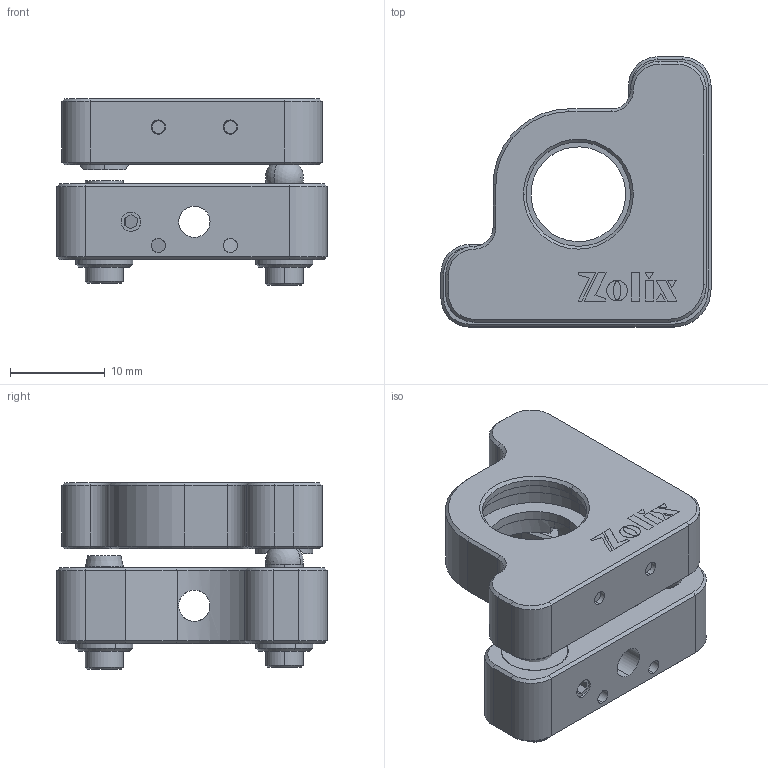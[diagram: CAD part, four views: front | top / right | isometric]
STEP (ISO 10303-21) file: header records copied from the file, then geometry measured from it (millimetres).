
FILE_DESCRIPTION (( 'STEP AP203' ), '1' );
FILE_NAME ('NMM12.7-C.step', '2019-05-09T09:00:10', ( '' ), ( '' ), 'SwSTEP 2.0', 'SolidWorks 2016', '' );
FILE_SCHEMA (( 'CONFIG_CONTROL_DESIGN' ));
Length unit declared in the file: millimetre
Products named in the file (1): NMM12.7-C
Bounding box: 28.5 x 28.5 x 19.7 mm (x, y, z)
Surface area: 5439.9 mm2 (no closed solid volume)
Topology: 0 solids, 28 shells, 284 faces, 1036 edges, 761 vertices
Faces by surface type: plane 136, cylinder 101, cone 45, sphere 2
Entity records: 11652 total; most frequent: CARTESIAN_POINT 2762, DIRECTION 1826, ORIENTED_EDGE 1610, EDGE_CURVE 1029, VERTEX_POINT 758, LINE 710, VECTOR 710, AXIS2_PLACEMENT_3D 558
